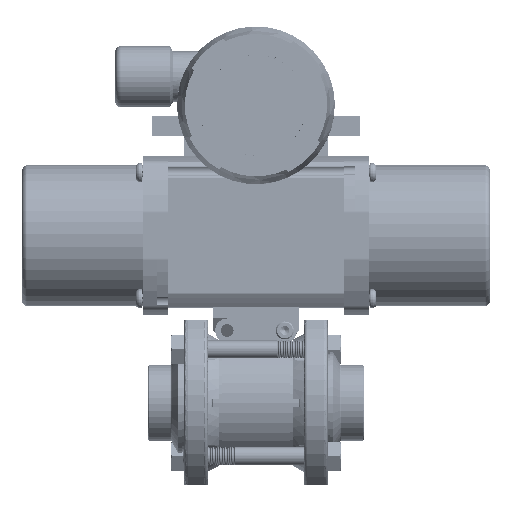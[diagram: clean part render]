
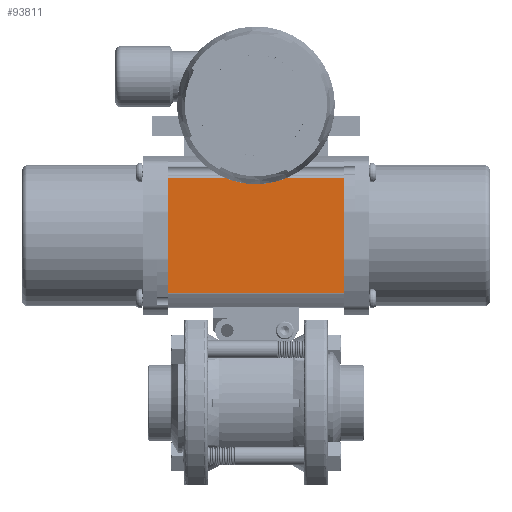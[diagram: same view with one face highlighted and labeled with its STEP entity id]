
A CAD part, top view. The second image highlights one B-rep face of the part: STEP entity #93811.
In plain terms, the highlighted planar face has unit normal (0, 0, 1).
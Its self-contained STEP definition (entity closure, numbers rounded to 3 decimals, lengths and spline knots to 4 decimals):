
#2022 = EDGE_CURVE ( 'NONE', #13239, #210316, #139181, .T. ) ;
#4031 = VECTOR ( 'NONE', #170170, 39.3701 ) ;
#13239 = VERTEX_POINT ( 'NONE', #154139 ) ;
#14059 = VECTOR ( 'NONE', #21379, 39.3701 ) ;
#16986 = ORIENTED_EDGE ( 'NONE', *, *, #2022, .T. ) ;
#21379 = DIRECTION ( 'NONE',  ( 0., -1., 0. ) ) ;
#21758 = EDGE_LOOP ( 'NONE', ( #82940, #189638, #185098, #16986 ) ) ;
#27604 = CARTESIAN_POINT ( 'NONE',  ( -1.5109, 3.7931, 3.281 ) ) ;
#38050 = DIRECTION ( 'NONE',  ( 0., -1., 0. ) ) ;
#43328 = AXIS2_PLACEMENT_3D ( 'NONE', #189904, #139461, #38050 ) ;
#59941 = VERTEX_POINT ( 'NONE', #196975 ) ;
#68763 = CARTESIAN_POINT ( 'NONE',  ( -5.0238, 3.7931, 3.281 ) ) ;
#69930 = LINE ( 'NONE', #105934, #14059 ) ;
#82940 = ORIENTED_EDGE ( 'NONE', *, *, #89623, .F. ) ;
#88489 = PLANE ( 'NONE',  #43328 ) ;
#89623 = EDGE_CURVE ( 'NONE', #59941, #210316, #69930, .T. ) ;
#92359 = VECTOR ( 'NONE', #202718, 39.3701 ) ;
#93811 = ADVANCED_FACE ( 'NONE', ( #137603 ), #88489, .F. ) ;
#101255 = CARTESIAN_POINT ( 'NONE',  ( -1.5109, 3.8004, 3.281 ) ) ;
#103846 = EDGE_CURVE ( 'NONE', #13239, #174560, #182404, .T. ) ;
#104101 = CARTESIAN_POINT ( 'NONE',  ( 1.5441, 1.7988, 3.281 ) ) ;
#105934 = CARTESIAN_POINT ( 'NONE',  ( 1.5441, 3.8004, 3.281 ) ) ;
#122388 = LINE ( 'NONE', #68763, #201905 ) ;
#136064 = CARTESIAN_POINT ( 'NONE',  ( -5.0238, 1.7988, 3.281 ) ) ;
#137603 = FACE_OUTER_BOUND ( 'NONE', #21758, .T. ) ;
#139181 = LINE ( 'NONE', #136064, #4031 ) ;
#139461 = DIRECTION ( 'NONE',  ( 0., 0., -1. ) ) ;
#154139 = CARTESIAN_POINT ( 'NONE',  ( -1.5109, 1.7988, 3.281 ) ) ;
#170170 = DIRECTION ( 'NONE',  ( 1., 0., 0. ) ) ;
#174560 = VERTEX_POINT ( 'NONE', #27604 ) ;
#182404 = LINE ( 'NONE', #101255, #92359 ) ;
#185098 = ORIENTED_EDGE ( 'NONE', *, *, #103846, .F. ) ;
#189638 = ORIENTED_EDGE ( 'NONE', *, *, #195795, .T. ) ;
#189904 = CARTESIAN_POINT ( 'NONE',  ( -5.0238, 3.8004, 3.281 ) ) ;
#195795 = EDGE_CURVE ( 'NONE', #59941, #174560, #122388, .T. ) ;
#196975 = CARTESIAN_POINT ( 'NONE',  ( 1.5441, 3.7931, 3.281 ) ) ;
#201905 = VECTOR ( 'NONE', #204260, 39.3701 ) ;
#202718 = DIRECTION ( 'NONE',  ( 0., 1., 0. ) ) ;
#204260 = DIRECTION ( 'NONE',  ( -1., 0., 0. ) ) ;
#210316 = VERTEX_POINT ( 'NONE', #104101 ) ;
